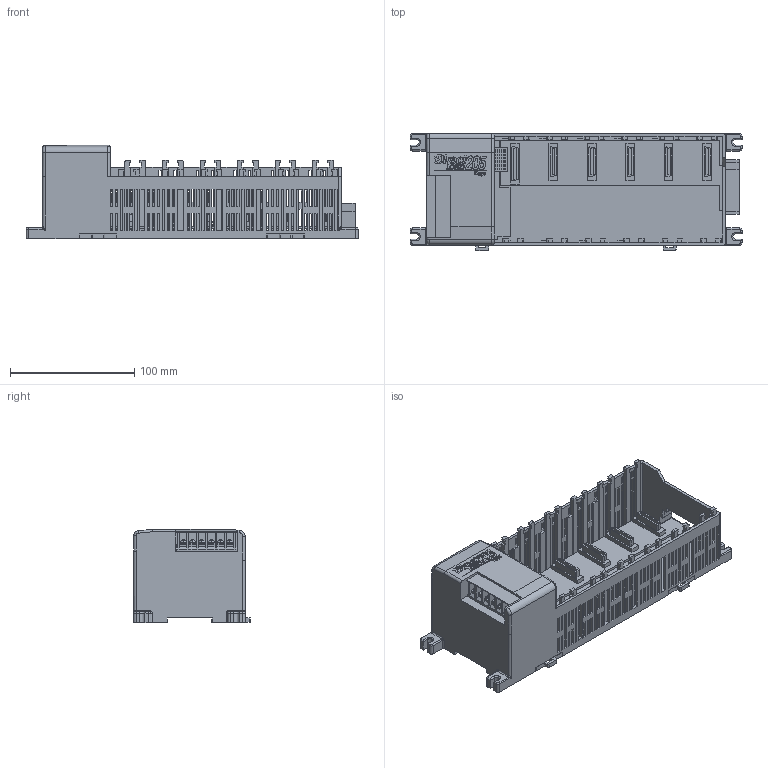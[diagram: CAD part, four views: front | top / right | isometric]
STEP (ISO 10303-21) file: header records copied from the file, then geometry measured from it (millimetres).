
FILE_DESCRIPTION (( 'STEP AP214' ), '1' );
FILE_NAME ('D2-06BDC2-1.STEP', '2011-04-01T16:51:16', ( ' ' ), ( ' ' ), 'SwSTEP 2.0', 'SolidWorks 2009', '' );
FILE_SCHEMA (( 'AUTOMOTIVE_DESIGN' ));
Length unit declared in the file: millimetre
Products named in the file (1): D2-06BDC2-1
Bounding box: 267.67 x 94.22 x 75.7 mm (x, y, z)
Volume: 289596.3 mm3; surface area: 191594.7 mm2
Topology: 6 solids, 10 shells, 2240 faces, 6432 edges, 4203 vertices
Faces by surface type: plane 1903, cylinder 174, bspline 126, torus 25, sphere 12
Entity records: 98474 total; most frequent: CARTESIAN_POINT 15090, ORIENTED_EDGE 12864, DIRECTION 10829, EDGE_CURVE 6432, VECTOR 5649, LINE 5649, VERTEX_POINT 4203, AXIS2_PLACEMENT_3D 2590
